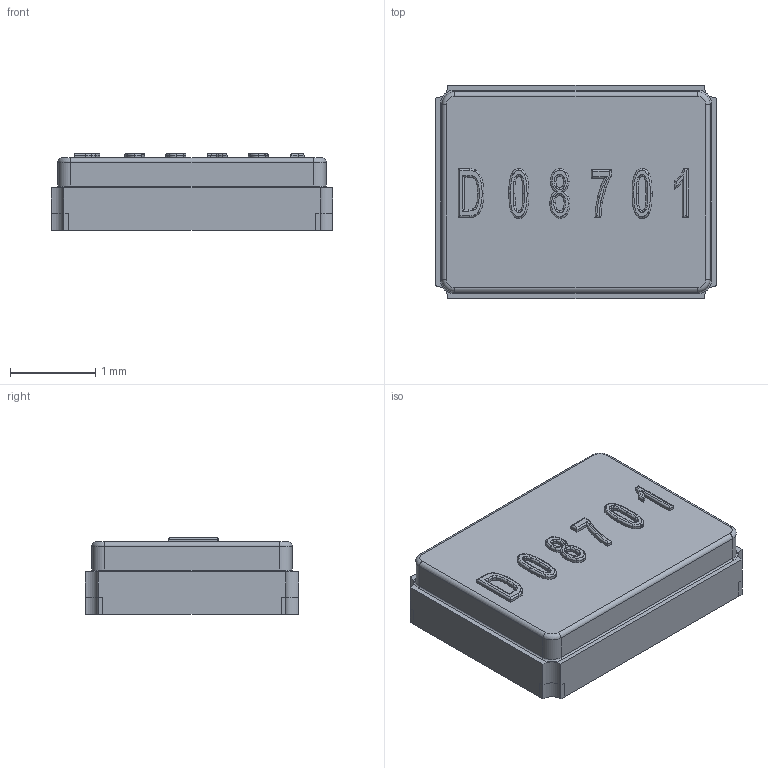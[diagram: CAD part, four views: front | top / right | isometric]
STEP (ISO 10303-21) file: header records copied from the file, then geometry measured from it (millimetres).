
FILE_DESCRIPTION(('STEP AP242'), '1');
FILE_NAME('櫻蠉錪', '', ('UNSPECIFIED'), ('UNSPECIFIED'), 'C3D Converter', 'C3D Toolkit', '');
FILE_SCHEMA(('AP242_MANAGED_MODEL_BASED_3D_ENGINEERING_MIM_LF { 1 0 10303 442 1 1 4 }'));
Length unit declared in the file: millimetre
Bounding box: 3.3 x 2.5 x 0.9 mm (x, y, z)
Volume: 6.7 mm3; surface area: 35.9 mm2
Topology: 5 solids, 5 shells, 342 faces, 832 edges, 512 vertices
Faces by surface type: extrusion 96, bspline 96, plane 90, cylinder 52, torus 8
Entity records: 20952 total; most frequent: CARTESIAN_POINT 10983, ORIENTED_EDGE 1664, DIRECTION 1060, EDGE_CURVE 832, VERTEX_POINT 512, VECTOR 448, B_SPLINE_CURVE_WITH_KNOTS 411, FACE_BOUND 354
